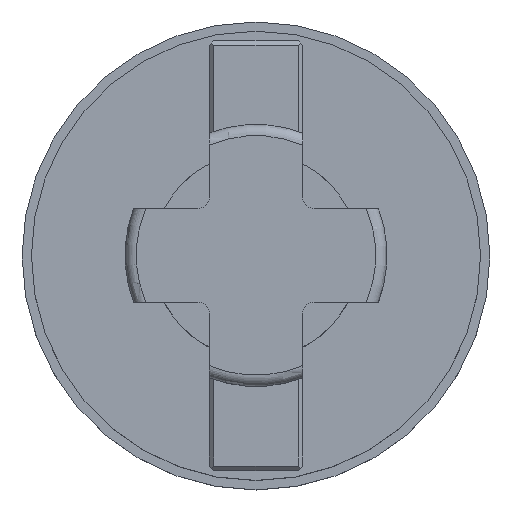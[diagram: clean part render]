
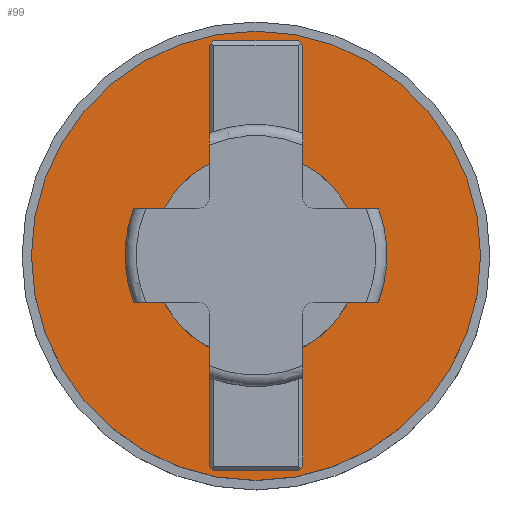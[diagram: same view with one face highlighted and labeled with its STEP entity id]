
A CAD part, top view. The second image highlights one B-rep face of the part: STEP entity #99.
In plain terms, the highlighted planar face has unit normal (0, 0, 1).
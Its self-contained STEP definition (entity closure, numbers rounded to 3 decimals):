
#72=FACE_BOUND('',#282,.T.);
#73=FACE_BOUND('',#283,.T.);
#74=FACE_BOUND('',#284,.T.);
#75=FACE_BOUND('',#285,.T.);
#99=ADVANCED_FACE('',(#72,#73,#74,#75),#170,.T.);
#170=PLANE('',#1281);
#282=EDGE_LOOP('',(#618,#619,#620,#621,#622,#623,#624,#625));
#283=EDGE_LOOP('',(#626));
#284=EDGE_LOOP('',(#627));
#285=EDGE_LOOP('',(#628,#629,#630,#631,#632,#633,#634,#635));
#370=LINE('',#1759,#490);
#371=LINE('',#1762,#491);
#372=LINE('',#1764,#492);
#373=LINE('',#1766,#493);
#374=LINE('',#1768,#494);
#375=LINE('',#1770,#495);
#376=LINE('',#1772,#496);
#377=LINE('',#1774,#497);
#378=LINE('',#1779,#498);
#379=LINE('',#1782,#499);
#380=LINE('',#1784,#500);
#381=LINE('',#1786,#501);
#382=LINE('',#1788,#502);
#383=LINE('',#1790,#503);
#384=LINE('',#1792,#504);
#385=LINE('',#1794,#505);
#490=VECTOR('',#1412,1.);
#491=VECTOR('',#1413,1.);
#492=VECTOR('',#1414,1.);
#493=VECTOR('',#1415,1.);
#494=VECTOR('',#1416,1.);
#495=VECTOR('',#1417,1.);
#496=VECTOR('',#1418,1.);
#497=VECTOR('',#1419,1.);
#498=VECTOR('',#1424,1.);
#499=VECTOR('',#1425,1.);
#500=VECTOR('',#1426,1.);
#501=VECTOR('',#1427,1.);
#502=VECTOR('',#1428,1.);
#503=VECTOR('',#1429,1.);
#504=VECTOR('',#1430,1.);
#505=VECTOR('',#1431,1.);
#618=ORIENTED_EDGE('',*,*,#1072,.F.);
#619=ORIENTED_EDGE('',*,*,#1073,.T.);
#620=ORIENTED_EDGE('',*,*,#1074,.T.);
#621=ORIENTED_EDGE('',*,*,#1075,.T.);
#622=ORIENTED_EDGE('',*,*,#1076,.T.);
#623=ORIENTED_EDGE('',*,*,#1077,.T.);
#624=ORIENTED_EDGE('',*,*,#1078,.T.);
#625=ORIENTED_EDGE('',*,*,#1079,.T.);
#626=ORIENTED_EDGE('',*,*,#1080,.T.);
#627=ORIENTED_EDGE('',*,*,#1081,.F.);
#628=ORIENTED_EDGE('',*,*,#1082,.F.);
#629=ORIENTED_EDGE('',*,*,#1083,.T.);
#630=ORIENTED_EDGE('',*,*,#1084,.T.);
#631=ORIENTED_EDGE('',*,*,#1085,.T.);
#632=ORIENTED_EDGE('',*,*,#1086,.F.);
#633=ORIENTED_EDGE('',*,*,#1087,.T.);
#634=ORIENTED_EDGE('',*,*,#1088,.F.);
#635=ORIENTED_EDGE('',*,*,#1089,.T.);
#958=VERTEX_POINT('',#1760);
#959=VERTEX_POINT('',#1761);
#960=VERTEX_POINT('',#1763);
#961=VERTEX_POINT('',#1765);
#962=VERTEX_POINT('',#1767);
#963=VERTEX_POINT('',#1769);
#964=VERTEX_POINT('',#1771);
#965=VERTEX_POINT('',#1773);
#966=VERTEX_POINT('',#1776);
#967=VERTEX_POINT('',#1778);
#968=VERTEX_POINT('',#1780);
#969=VERTEX_POINT('',#1781);
#970=VERTEX_POINT('',#1783);
#971=VERTEX_POINT('',#1785);
#972=VERTEX_POINT('',#1787);
#973=VERTEX_POINT('',#1789);
#974=VERTEX_POINT('',#1791);
#975=VERTEX_POINT('',#1793);
#1072=EDGE_CURVE('',#958,#959,#370,.T.);
#1073=EDGE_CURVE('',#958,#960,#371,.T.);
#1074=EDGE_CURVE('',#960,#961,#372,.T.);
#1075=EDGE_CURVE('',#961,#962,#373,.T.);
#1076=EDGE_CURVE('',#962,#963,#374,.T.);
#1077=EDGE_CURVE('',#963,#964,#375,.T.);
#1078=EDGE_CURVE('',#964,#965,#376,.T.);
#1079=EDGE_CURVE('',#965,#959,#377,.T.);
#1080=EDGE_CURVE('',#966,#966,#1234,.T.);
#1081=EDGE_CURVE('',#967,#967,#1235,.T.);
#1082=EDGE_CURVE('',#968,#969,#378,.T.);
#1083=EDGE_CURVE('',#968,#970,#379,.T.);
#1084=EDGE_CURVE('',#970,#971,#380,.T.);
#1085=EDGE_CURVE('',#971,#972,#381,.T.);
#1086=EDGE_CURVE('',#973,#972,#382,.T.);
#1087=EDGE_CURVE('',#973,#974,#383,.T.);
#1088=EDGE_CURVE('',#975,#974,#384,.T.);
#1089=EDGE_CURVE('',#975,#969,#385,.T.);
#1234=CIRCLE('',#1279,24.);
#1235=CIRCLE('',#1280,11.);
#1279=AXIS2_PLACEMENT_3D('',#1775,#1420,#1421);
#1280=AXIS2_PLACEMENT_3D('',#1777,#1422,#1423);
#1281=AXIS2_PLACEMENT_3D('',#1795,#1432,#1433);
#1412=DIRECTION('',(0.,1.,0.));
#1413=DIRECTION('',(-0.707,-0.707,0.));
#1414=DIRECTION('',(-1.,0.,0.));
#1415=DIRECTION('',(-0.707,0.707,0.));
#1416=DIRECTION('',(0.,1.,0.));
#1417=DIRECTION('',(0.707,0.707,0.));
#1418=DIRECTION('',(1.,0.,0.));
#1419=DIRECTION('',(0.707,-0.707,0.));
#1420=DIRECTION('',(0.,0.,1.));
#1421=DIRECTION('',(0.,-1.,0.));
#1422=DIRECTION('',(0.,0.,1.));
#1423=DIRECTION('',(0.,-1.,0.));
#1424=DIRECTION('',(-1.,0.,0.));
#1425=DIRECTION('',(0.707,-0.707,0.));
#1426=DIRECTION('',(0.,-1.,0.));
#1427=DIRECTION('',(-0.707,-0.707,0.));
#1428=DIRECTION('',(1.,0.,0.));
#1429=DIRECTION('',(-0.707,0.707,0.));
#1430=DIRECTION('',(0.,-1.,0.));
#1431=DIRECTION('',(0.707,0.707,0.));
#1432=DIRECTION('',(0.,0.,1.));
#1433=DIRECTION('',(0.,-1.,0.));
#1759=CARTESIAN_POINT('',(5.,11.,14.));
#1760=CARTESIAN_POINT('',(5.,12.475,14.));
#1761=CARTESIAN_POINT('',(5.,22.475,14.));
#1762=CARTESIAN_POINT('',(5.,12.475,14.));
#1763=CARTESIAN_POINT('',(4.5,11.975,14.));
#1764=CARTESIAN_POINT('',(0.,11.975,14.));
#1765=CARTESIAN_POINT('',(-4.5,11.975,14.));
#1766=CARTESIAN_POINT('',(-4.5,11.975,14.));
#1767=CARTESIAN_POINT('',(-5.,12.475,14.));
#1768=CARTESIAN_POINT('',(-5.,11.,14.));
#1769=CARTESIAN_POINT('',(-5.,22.475,14.));
#1770=CARTESIAN_POINT('',(-4.5,22.975,14.));
#1771=CARTESIAN_POINT('',(-4.5,22.975,14.));
#1772=CARTESIAN_POINT('',(0.,22.975,14.));
#1773=CARTESIAN_POINT('',(4.5,22.975,14.));
#1774=CARTESIAN_POINT('',(5.,22.475,14.));
#1775=CARTESIAN_POINT('',(0.,0.,14.));
#1776=CARTESIAN_POINT('',(0.,-24.,14.));
#1777=CARTESIAN_POINT('',(0.,0.,14.));
#1778=CARTESIAN_POINT('',(0.,-11.,14.));
#1779=CARTESIAN_POINT('',(0.,-11.975,14.));
#1780=CARTESIAN_POINT('',(4.5,-11.975,14.));
#1781=CARTESIAN_POINT('',(-4.5,-11.975,14.));
#1782=CARTESIAN_POINT('',(4.5,-11.975,14.));
#1783=CARTESIAN_POINT('',(5.,-12.475,14.));
#1784=CARTESIAN_POINT('',(5.,11.,14.));
#1785=CARTESIAN_POINT('',(5.,-22.475,14.));
#1786=CARTESIAN_POINT('',(4.5,-22.975,14.));
#1787=CARTESIAN_POINT('',(4.5,-22.975,14.));
#1788=CARTESIAN_POINT('',(0.,-22.975,14.));
#1789=CARTESIAN_POINT('',(-4.5,-22.975,14.));
#1790=CARTESIAN_POINT('',(-5.,-22.475,14.));
#1791=CARTESIAN_POINT('',(-5.,-22.475,14.));
#1792=CARTESIAN_POINT('',(-5.,11.,14.));
#1793=CARTESIAN_POINT('',(-5.,-12.475,14.));
#1794=CARTESIAN_POINT('',(-5.,-12.475,14.));
#1795=CARTESIAN_POINT('',(0.,11.,14.));
